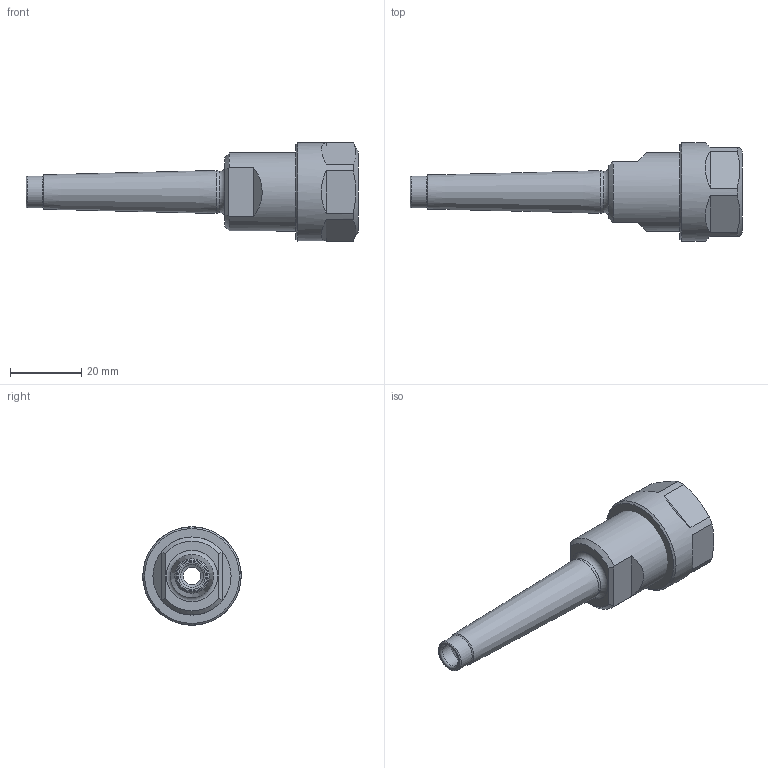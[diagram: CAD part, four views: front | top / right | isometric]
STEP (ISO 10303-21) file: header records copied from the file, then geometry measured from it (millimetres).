
FILE_DESCRIPTION( ( 'Unknown' ), '1' );
FILE_NAME( '270111600-A.stp', 'Unknown', ( 'Unknown' ), ( 'Unknown' ), 'PSStep 15.0.49', 'Unknown', ' ' );
FILE_SCHEMA( ( 'AUTOMOTIVE_DESIGN { 1 0 10303 214 1 1 1 1 }' ) );
Length unit declared in the file: millimetre
Products named in the file (2): 1; 2
Bounding box: 93.5 x 27.7 x 27.7 mm (x, y, z)
Volume: 15123.8 mm3; surface area: 9518.2 mm2
Topology: 2 solids, 2 shells, 58 faces, 136 edges, 85 vertices
Faces by surface type: plane 25, cone 14, cylinder 13, torus 6
Full cylindrical faces by diameter (mm): 4.917 x2, 6.4 x1, 6.5 x1, 9 x1, 10.5 x1, 11.6 x1, 12.8 x1, 16 x1, 20.376 x1, 22 x1, 22.5 x1, 27.7 x1
Entity records: 1998 total; most frequent: CARTESIAN_POINT 335, DIRECTION 256, ORIENTED_EDGE 192, AXIS2_PLACEMENT_3D 114, EDGE_LOOP 96, EDGE_CURVE 96, FACE_OUTER_BOUND 77, VERTEX_POINT 77
